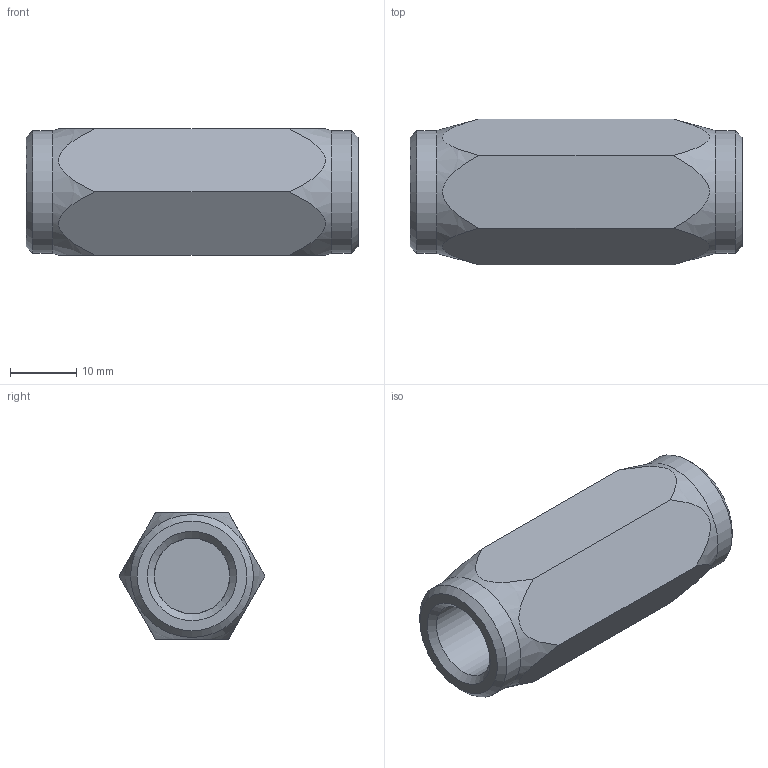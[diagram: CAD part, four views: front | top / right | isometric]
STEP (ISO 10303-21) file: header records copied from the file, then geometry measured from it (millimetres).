
FILE_DESCRIPTION(/* description */ (''),/* implementation_level */ '2;1');
FILE_NAME(/* name */ 'ruck_14_hd_es.stp',/* time_stamp */ '2018-01-09T14:26:30+01:00',/* author */ ('leitheußer'),/* organization */ (''),/* preprocessor_version */ 'ST-DEVELOPER v15.6',/* originating_system */ 'Autodesk Inventor LT ',/* authorisation */ '');
FILE_SCHEMA (('AUTOMOTIVE_DESIGN { 1 0 10303 214 3 1 1 }'));
Length unit declared in the file: millimetre
Products named in the file (1): RUCK 14 HD ES
Bounding box: 50 x 21.94 x 19 mm (x, y, z)
Volume: 11935.3 mm3; surface area: 4714 mm2
Topology: 1 solids, 1 shells, 48 faces, 116 edges, 74 vertices
Faces by surface type: plane 36, cone 8, cylinder 4
Full cylindrical faces by diameter (mm): 11.445 x2, 18.5 x2
Entity records: 1326 total; most frequent: CARTESIAN_POINT 251, ORIENTED_EDGE 208, DIRECTION 204, EDGE_CURVE 104, LINE 78, VECTOR 78, VERTEX_POINT 74, EDGE_LOOP 64
